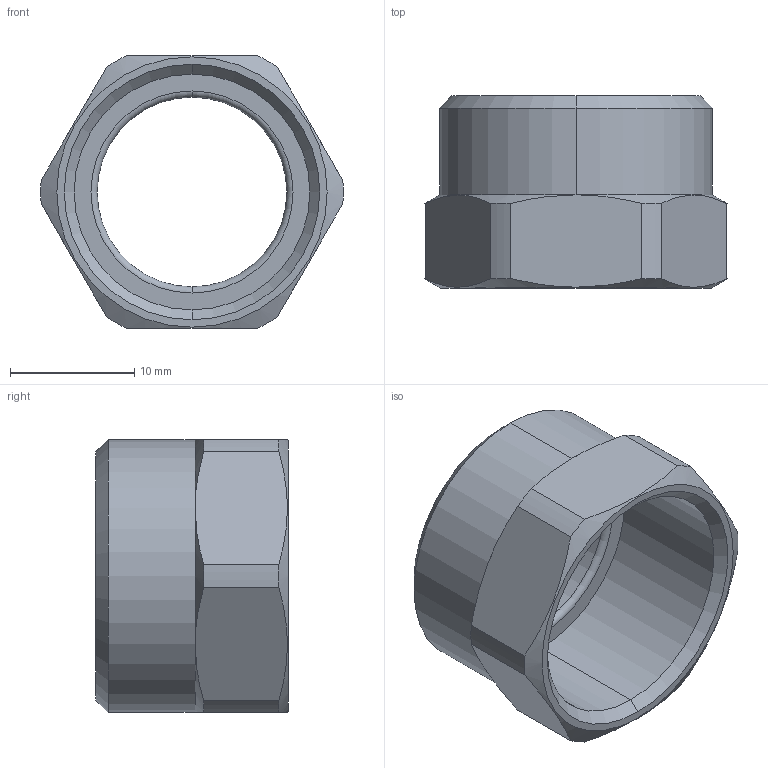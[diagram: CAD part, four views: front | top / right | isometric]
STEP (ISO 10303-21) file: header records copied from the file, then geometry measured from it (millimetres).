
FILE_DESCRIPTION (( 'STEP AP203' ), '1' );
FILE_NAME ('02170080.STEP', '2011-09-30T13:45:19', ( '' ), ( 'sopra-pneumatic' ), 'SwSTEP 2.0', 'SolidWorks 2011', '' );
FILE_SCHEMA (( 'CONFIG_CONTROL_DESIGN' ));
Length unit declared in the file: millimetre
Products named in the file (1): 02170080
Bounding box: 24.39 x 15.5 x 22 mm (x, y, z)
Volume: 2135 mm3; surface area: 2319.4 mm2
Topology: 1 solids, 1 shells, 37 faces, 86 edges, 52 vertices
Faces by surface type: cone 14, cylinder 12, plane 9, torus 2
Entity records: 1225 total; most frequent: CARTESIAN_POINT 308, DIRECTION 182, ORIENTED_EDGE 172, EDGE_CURVE 86, AXIS2_PLACEMENT_3D 78, VERTEX_POINT 52, CIRCLE 40, EDGE_LOOP 40
